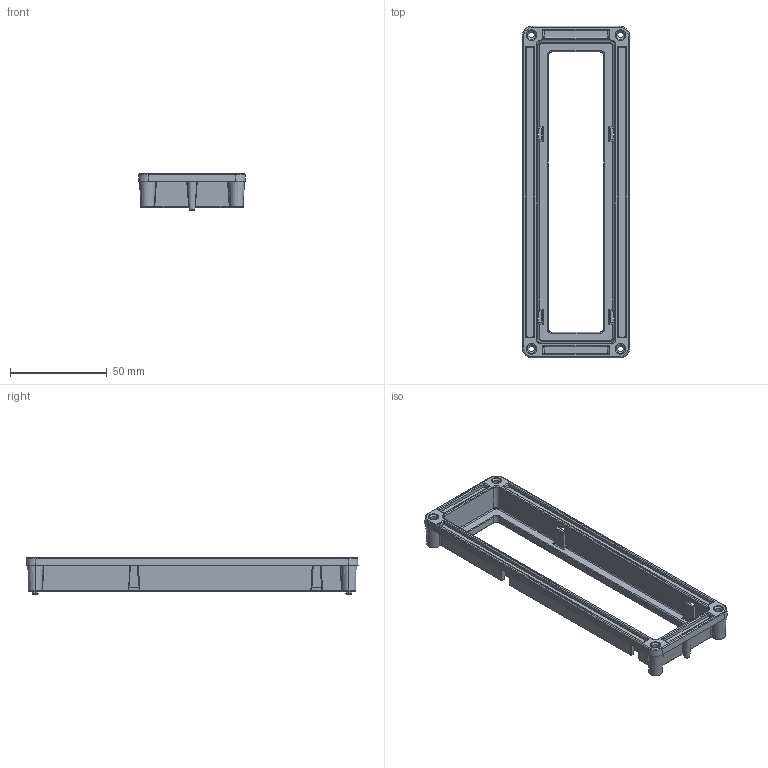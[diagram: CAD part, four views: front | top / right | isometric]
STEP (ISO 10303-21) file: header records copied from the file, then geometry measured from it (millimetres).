
FILE_DESCRIPTION (( 'STEP AP214' ), '1' );
FILE_NAME ('453561628501D.STEP', '2013-11-15T18:12:35', ( 'Philips' ), ( 'Philips' ), 'SwSTEP 2.0', 'SolidWorks 2013', '' );
FILE_SCHEMA (( 'AUTOMOTIVE_DESIGN' ));
Length unit declared in the file: millimetre
Products named in the file (1): 453561628501D
Bounding box: 55.42 x 171.62 x 18.87 mm (x, y, z)
Volume: 28134 mm3; surface area: 27712.4 mm2
Topology: 1 solids, 1 shells, 576 faces, 1363 edges, 748 vertices
Faces by surface type: cylinder 242, bspline 132, plane 101, torus 38, cone 32, sphere 31
Entity records: 18886 total; most frequent: CARTESIAN_POINT 7164, ORIENTED_EDGE 2646, DIRECTION 2290, EDGE_CURVE 1323, AXIS2_PLACEMENT_3D 866, VERTEX_POINT 748, EDGE_LOOP 593, ADVANCED_FACE 576
